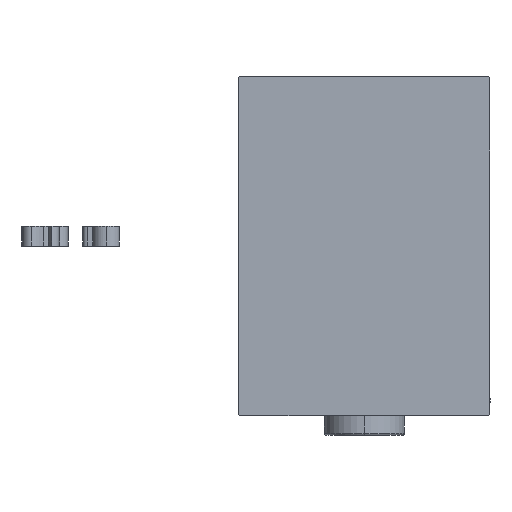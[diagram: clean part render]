
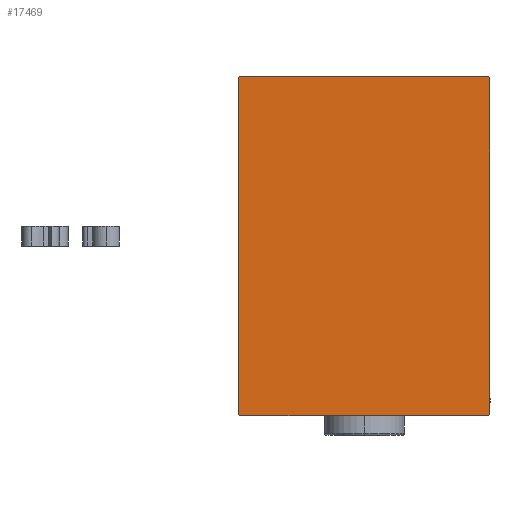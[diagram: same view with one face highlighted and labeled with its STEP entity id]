
A CAD part, left-side view. The second image highlights one B-rep face of the part: STEP entity #17469.
In plain terms, the highlighted face is planar.
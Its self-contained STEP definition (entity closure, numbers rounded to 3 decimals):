
#22 = VERTEX_POINT ( 'NONE', #60703 ) ;
#1108 = CARTESIAN_POINT ( 'NONE',  ( 113., 31.2, -42.5 ) ) ;
#2107 = ORIENTED_EDGE ( 'NONE', *, *, #15172, .T. ) ;
#3088 = VECTOR ( 'NONE', #11983, 1000. ) ;
#3578 = LINE ( 'NONE', #38633, #45995 ) ;
#4548 = CARTESIAN_POINT ( 'NONE',  ( 113., 36.85, -36.85 ) ) ;
#5522 = CARTESIAN_POINT ( 'NONE',  ( 113., -31.2, -42.5 ) ) ;
#5744 = VERTEX_POINT ( 'NONE', #37505 ) ;
#7320 = VECTOR ( 'NONE', #59119, 1000. ) ;
#8173 = VERTEX_POINT ( 'NONE', #24869 ) ;
#10162 = DIRECTION ( 'NONE',  ( 0., -0.707, -0.707 ) ) ;
#11611 = CARTESIAN_POINT ( 'NONE',  ( 113., 36.85, 36.85 ) ) ;
#11983 = DIRECTION ( 'NONE',  ( 0., 0., -1. ) ) ;
#12699 = EDGE_CURVE ( 'NONE', #5744, #8173, #58741, .T. ) ;
#13265 = CARTESIAN_POINT ( 'NONE',  ( 113., -31.5, 42.2 ) ) ;
#15172 = EDGE_CURVE ( 'NONE', #49631, #52174, #3578, .T. ) ;
#15853 = FACE_OUTER_BOUND ( 'NONE', #34260, .T. ) ;
#17469 = ADVANCED_FACE ( 'NONE', ( #15853 ), #69978, .T. ) ;
#18564 = VECTOR ( 'NONE', #10162, 1000. ) ;
#19491 = ORIENTED_EDGE ( 'NONE', *, *, #58005, .T. ) ;
#21410 = EDGE_CURVE ( 'NONE', #40773, #49631, #71783, .T. ) ;
#22652 = EDGE_CURVE ( 'NONE', #8173, #22, #23765, .T. ) ;
#23475 = DIRECTION ( 'NONE',  ( 0., 0.707, -0.707 ) ) ;
#23765 = LINE ( 'NONE', #34669, #74663 ) ;
#24869 = CARTESIAN_POINT ( 'NONE',  ( 113., 31.2, 42.5 ) ) ;
#27315 = DIRECTION ( 'NONE',  ( 0., 1., 0. ) ) ;
#28130 = CARTESIAN_POINT ( 'NONE',  ( 113., 31.5, -42.2 ) ) ;
#29204 = LINE ( 'NONE', #34302, #18564 ) ;
#33892 = EDGE_CURVE ( 'NONE', #66660, #5744, #39193, .T. ) ;
#34113 = CARTESIAN_POINT ( 'NONE',  ( 113., 31.5, -42.5 ) ) ;
#34125 = CARTESIAN_POINT ( 'NONE',  ( 113., 0., 0. ) ) ;
#34260 = EDGE_LOOP ( 'NONE', ( #2107, #58779, #50644, #75086, #44725, #43287, #19491, #62518 ) ) ;
#34302 = CARTESIAN_POINT ( 'NONE',  ( 113., -36.85, 36.85 ) ) ;
#34669 = CARTESIAN_POINT ( 'NONE',  ( 113., 31.5, 42.5 ) ) ;
#37505 = CARTESIAN_POINT ( 'NONE',  ( 113., 31.5, 42.2 ) ) ;
#38633 = CARTESIAN_POINT ( 'NONE',  ( 113., -31.5, -42.5 ) ) ;
#38806 = DIRECTION ( 'NONE',  ( 0., 0., 1. ) ) ;
#39193 = LINE ( 'NONE', #34113, #65036 ) ;
#40773 = VERTEX_POINT ( 'NONE', #61596 ) ;
#43287 = ORIENTED_EDGE ( 'NONE', *, *, #73536, .T. ) ;
#44725 = ORIENTED_EDGE ( 'NONE', *, *, #22652, .T. ) ;
#45995 = VECTOR ( 'NONE', #27315, 1000. ) ;
#47442 = LINE ( 'NONE', #71188, #3088 ) ;
#47489 = VERTEX_POINT ( 'NONE', #13265 ) ;
#47534 = DIRECTION ( 'NONE',  ( 0., -1., 0. ) ) ;
#49631 = VERTEX_POINT ( 'NONE', #5522 ) ;
#50644 = ORIENTED_EDGE ( 'NONE', *, *, #33892, .T. ) ;
#52174 = VERTEX_POINT ( 'NONE', #1108 ) ;
#54711 = VECTOR ( 'NONE', #23475, 1000. ) ;
#57898 = LINE ( 'NONE', #4548, #61679 ) ;
#58005 = EDGE_CURVE ( 'NONE', #47489, #40773, #47442, .T. ) ;
#58273 = DIRECTION ( 'NONE',  ( 1., 0., 0. ) ) ;
#58741 = LINE ( 'NONE', #11611, #7320 ) ;
#58779 = ORIENTED_EDGE ( 'NONE', *, *, #65205, .T. ) ;
#59119 = DIRECTION ( 'NONE',  ( 0., -0.707, 0.707 ) ) ;
#60703 = CARTESIAN_POINT ( 'NONE',  ( 113., -31.2, 42.5 ) ) ;
#61596 = CARTESIAN_POINT ( 'NONE',  ( 113., -31.5, -42.2 ) ) ;
#61679 = VECTOR ( 'NONE', #75835, 1000. ) ;
#62518 = ORIENTED_EDGE ( 'NONE', *, *, #21410, .T. ) ;
#64517 = DIRECTION ( 'NONE',  ( 0., 0., -1. ) ) ;
#65036 = VECTOR ( 'NONE', #38806, 1000. ) ;
#65205 = EDGE_CURVE ( 'NONE', #52174, #66660, #57898, .T. ) ;
#65556 = CARTESIAN_POINT ( 'NONE',  ( 113., -36.85, -36.85 ) ) ;
#66660 = VERTEX_POINT ( 'NONE', #28130 ) ;
#69978 = PLANE ( 'NONE',  #72232 ) ;
#71188 = CARTESIAN_POINT ( 'NONE',  ( 113., -31.5, 42.5 ) ) ;
#71783 = LINE ( 'NONE', #65556, #54711 ) ;
#72232 = AXIS2_PLACEMENT_3D ( 'NONE', #34125, #58273, #64517 ) ;
#73536 = EDGE_CURVE ( 'NONE', #22, #47489, #29204, .T. ) ;
#74663 = VECTOR ( 'NONE', #47534, 1000. ) ;
#75086 = ORIENTED_EDGE ( 'NONE', *, *, #12699, .T. ) ;
#75835 = DIRECTION ( 'NONE',  ( 0., 0.707, 0.707 ) ) ;
